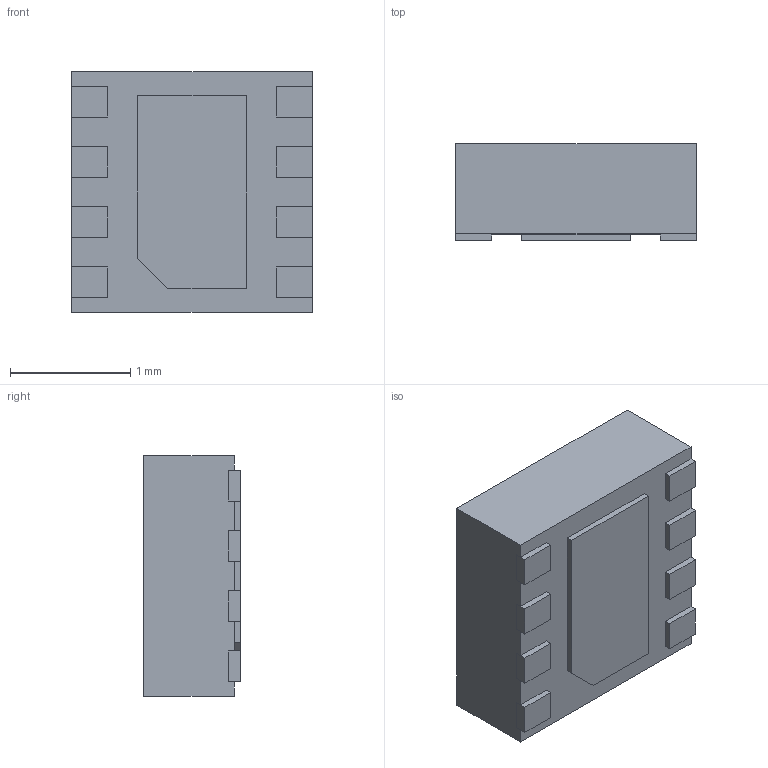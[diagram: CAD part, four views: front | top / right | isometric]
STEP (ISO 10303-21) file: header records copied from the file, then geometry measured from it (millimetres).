
FILE_DESCRIPTION (( 'STEP AP214' ), '1' );
FILE_NAME ('DSG8.STEP', '2023-12-22T12:34:05', ( '' ), ( '' ), 'SwSTEP 2.0', 'SolidWorks 2021', '' );
FILE_SCHEMA (( 'AUTOMOTIVE_DESIGN' ));
Length unit declared in the file: millimetre
Products named in the file (1): DSG8
Bounding box: 2 x 0.8 x 2 mm (x, y, z)
Volume: 3.1 mm3; surface area: 20.1 mm2
Topology: 11 solids, 11 shells, 106 faces, 246 edges, 164 vertices
Faces by surface type: plane 102, cylinder 4
Entity records: 3082 total; most frequent: CARTESIAN_POINT 517, ORIENTED_EDGE 492, DIRECTION 468, EDGE_CURVE 246, VECTOR 238, LINE 238, VERTEX_POINT 164, AXIS2_PLACEMENT_3D 115
